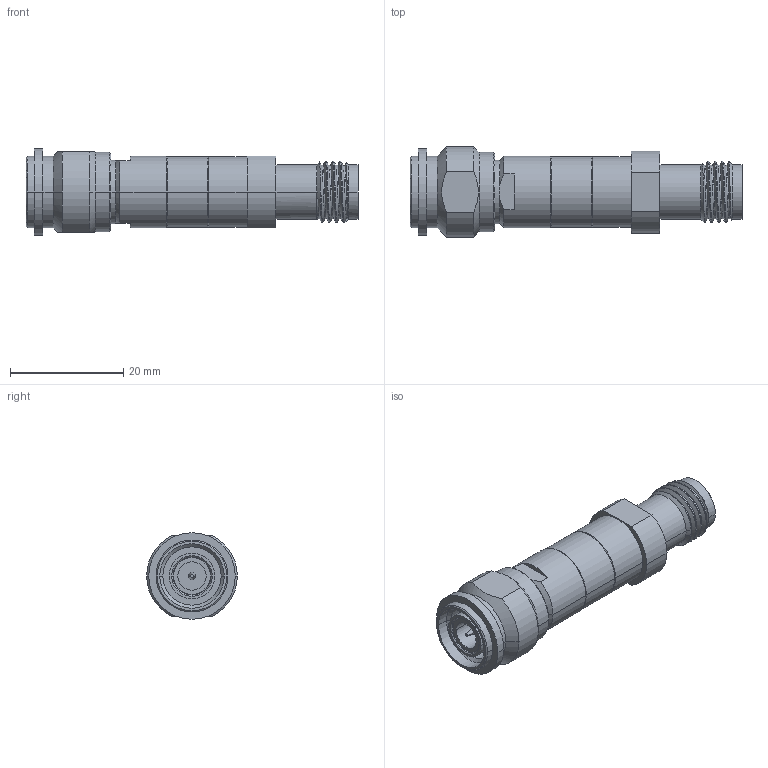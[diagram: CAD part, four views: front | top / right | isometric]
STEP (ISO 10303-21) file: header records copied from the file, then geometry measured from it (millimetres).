
FILE_DESCRIPTION (( 'STEP AP214' ), '1' );
FILE_NAME ('LCAT7609-40_3D.step', '2024-02-07T23:35:25', ( '' ), ( '' ), 'SwSTEP 2.0', 'SolidWorks 2022', '' );
FILE_SCHEMA (( 'AUTOMOTIVE_DESIGN' ));
Length unit declared in the file: inch
Products named in the file (4): FAT-TF-2^LCAT7609-40; BNC3200BC-0058-2^LCAT7609-40; LCAT7609-40_3D; FAT-B-11^LCAT7609-40
Assembly tree (3 placements, depth 2):
  LCAT7609-40_3D
    BNC3200BC-0058-2^LCAT7609-40
    FAT-B-11^LCAT7609-40
    FAT-TF-2^LCAT7609-40
Bounding box: 58.7 x 16 x 15.3 mm (x, y, z)
Volume: 7600.6 mm3; surface area: 5184.5 mm2
Topology: 3 solids, 3 shells, 155 faces, 337 edges, 204 vertices
Faces by surface type: cylinder 64, cone 52, plane 34, bspline 5
Entity records: 5731 total; most frequent: CARTESIAN_POINT 2148, DIRECTION 777, ORIENTED_EDGE 674, EDGE_CURVE 337, AXIS2_PLACEMENT_3D 321, VERTEX_POINT 204, EDGE_LOOP 171, CIRCLE 165
